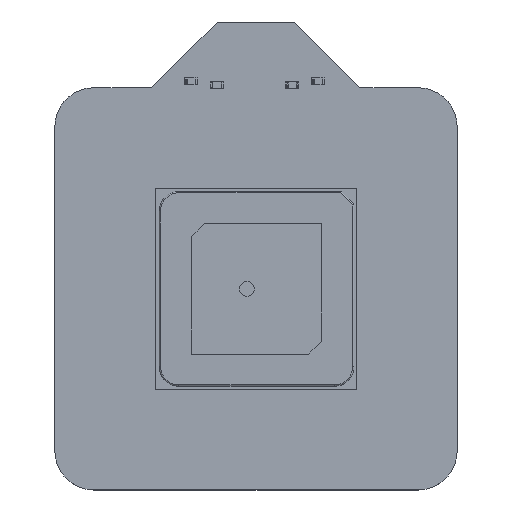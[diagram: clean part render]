
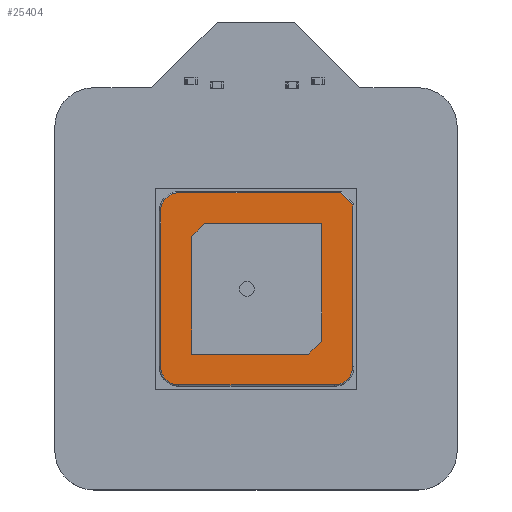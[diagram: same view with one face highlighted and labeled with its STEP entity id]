
A CAD part, top view. The second image highlights one B-rep face of the part: STEP entity #25404.
In plain terms, the highlighted planar face has unit normal (0, 0, 1).
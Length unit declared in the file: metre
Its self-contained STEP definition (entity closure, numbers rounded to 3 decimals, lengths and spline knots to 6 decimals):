
#910=CIRCLE('',#29893,0.0014);
#911=CIRCLE('',#29894,0.0014);
#912=CIRCLE('',#29895,0.0014);
#2394=ORIENTED_EDGE('',*,*,#9521,.F.);
#2395=ORIENTED_EDGE('',*,*,#9537,.F.);
#2396=ORIENTED_EDGE('',*,*,#9538,.F.);
#2397=ORIENTED_EDGE('',*,*,#9539,.F.);
#2398=ORIENTED_EDGE('',*,*,#9540,.F.);
#2399=ORIENTED_EDGE('',*,*,#9541,.F.);
#2400=ORIENTED_EDGE('',*,*,#9542,.F.);
#2401=ORIENTED_EDGE('',*,*,#9543,.F.);
#2402=ORIENTED_EDGE('',*,*,#9531,.F.);
#2403=ORIENTED_EDGE('',*,*,#9530,.F.);
#2404=ORIENTED_EDGE('',*,*,#9527,.F.);
#2405=ORIENTED_EDGE('',*,*,#9525,.F.);
#2406=ORIENTED_EDGE('',*,*,#9524,.F.);
#2407=ORIENTED_EDGE('',*,*,#9533,.F.);
#9521=EDGE_CURVE('',#13147,#13142,#15643,.T.);
#9524=EDGE_CURVE('',#13149,#13148,#15646,.T.);
#9525=EDGE_CURVE('',#13148,#13150,#15647,.T.);
#9527=EDGE_CURVE('',#13150,#13151,#15649,.T.);
#9530=EDGE_CURVE('',#13151,#13152,#15652,.T.);
#9531=EDGE_CURVE('',#13152,#13153,#15653,.T.);
#9533=EDGE_CURVE('',#13153,#13149,#15655,.T.);
#9537=EDGE_CURVE('',#13156,#13147,#15659,.T.);
#9538=EDGE_CURVE('',#13157,#13156,#910,.T.);
#9539=EDGE_CURVE('',#13158,#13157,#15660,.T.);
#9540=EDGE_CURVE('',#13159,#13158,#911,.T.);
#9541=EDGE_CURVE('',#13160,#13159,#15661,.T.);
#9542=EDGE_CURVE('',#13161,#13160,#912,.T.);
#9543=EDGE_CURVE('',#13142,#13161,#15662,.T.);
#13142=VERTEX_POINT('',#39855);
#13147=VERTEX_POINT('',#39870);
#13148=VERTEX_POINT('',#39874);
#13149=VERTEX_POINT('',#39876);
#13150=VERTEX_POINT('',#39880);
#13151=VERTEX_POINT('',#39884);
#13152=VERTEX_POINT('',#39888);
#13153=VERTEX_POINT('',#39892);
#13156=VERTEX_POINT('',#39904);
#13157=VERTEX_POINT('',#39906);
#13158=VERTEX_POINT('',#39908);
#13159=VERTEX_POINT('',#39910);
#13160=VERTEX_POINT('',#39912);
#13161=VERTEX_POINT('',#39914);
#15643=LINE('',#39871,#18775);
#15646=LINE('',#39877,#18778);
#15647=LINE('',#39879,#18779);
#15649=LINE('',#39883,#18781);
#15652=LINE('',#39889,#18784);
#15653=LINE('',#39891,#18785);
#15655=LINE('',#39895,#18787);
#15659=LINE('',#39903,#18791);
#15660=LINE('',#39907,#18792);
#15661=LINE('',#39911,#18793);
#15662=LINE('',#39915,#18794);
#18775=VECTOR('',#32549,1.);
#18778=VECTOR('',#32554,1.);
#18779=VECTOR('',#32557,1.);
#18781=VECTOR('',#32561,1.);
#18784=VECTOR('',#32566,1.);
#18785=VECTOR('',#32569,1.);
#18787=VECTOR('',#32573,1.);
#18791=VECTOR('',#32581,1.);
#18792=VECTOR('',#32584,1.);
#18793=VECTOR('',#32587,1.);
#18794=VECTOR('',#32590,1.);
#21531=EDGE_LOOP('',(#2394,#2395,#2396,#2397,#2398,#2399,#2400,#2401));
#21532=EDGE_LOOP('',(#2402,#2403,#2404,#2405,#2406,#2407));
#22991=FACE_BOUND('',#21531,.T.);
#22992=FACE_BOUND('',#21532,.T.);
#24351=PLANE('',#29892);
#25404=ADVANCED_FACE('',(#22991,#22992),#24351,.F.);
#29892=AXIS2_PLACEMENT_3D('',#39902,#32579,#32580);
#29893=AXIS2_PLACEMENT_3D('',#39905,#32582,#32583);
#29894=AXIS2_PLACEMENT_3D('',#39909,#32585,#32586);
#29895=AXIS2_PLACEMENT_3D('',#39913,#32588,#32589);
#32549=DIRECTION('',(0.707,-0.707,0.));
#32554=DIRECTION('',(-1.,0.,0.));
#32557=DIRECTION('',(-0.707,-0.707,0.));
#32561=DIRECTION('',(0.,-1.,0.));
#32566=DIRECTION('',(1.,0.,0.));
#32569=DIRECTION('',(0.707,0.707,0.));
#32573=DIRECTION('',(0.,1.,0.));
#32579=DIRECTION('',(0.,0.,-1.));
#32580=DIRECTION('',(0.,1.,0.));
#32581=DIRECTION('',(1.,0.,0.));
#32582=DIRECTION('',(0.,0.,-1.));
#32583=DIRECTION('',(-1.,0.,0.));
#32584=DIRECTION('',(0.,1.,0.));
#32585=DIRECTION('',(0.,0.,-1.));
#32586=DIRECTION('',(0.,-1.,0.));
#32587=DIRECTION('',(-1.,0.,0.));
#32588=DIRECTION('',(0.,0.,-1.));
#32589=DIRECTION('',(1.,0.,0.));
#32590=DIRECTION('',(0.,-1.,0.));
#39855=CARTESIAN_POINT('',(0.007448,0.003919,0.006743));
#39870=CARTESIAN_POINT('',(0.006506,0.004861,0.006743));
#39871=CARTESIAN_POINT('',(0.006506,0.004861,0.006743));
#39874=CARTESIAN_POINT('',(-0.003962,0.002497,0.006743));
#39876=CARTESIAN_POINT('',(0.005057,0.002497,0.006743));
#39877=CARTESIAN_POINT('',(0.000048,0.002497,0.006743));
#39879=CARTESIAN_POINT('',(-0.003962,0.002497,0.006743));
#39880=CARTESIAN_POINT('',(-0.004962,0.001497,0.006743));
#39883=CARTESIAN_POINT('',(-0.004962,-0.002539,0.006743));
#39884=CARTESIAN_POINT('',(-0.004962,-0.007576,0.006743));
#39888=CARTESIAN_POINT('',(0.004057,-0.007576,0.006743));
#39889=CARTESIAN_POINT('',(0.000048,-0.007576,0.006743));
#39891=CARTESIAN_POINT('',(0.004057,-0.007576,0.006743));
#39892=CARTESIAN_POINT('',(0.005057,-0.006576,0.006743));
#39895=CARTESIAN_POINT('',(0.005057,-0.002539,0.006743));
#39902=CARTESIAN_POINT('',(0.000048,-0.002539,0.006743));
#39903=CARTESIAN_POINT('',(0.000048,0.004861,0.006743));
#39904=CARTESIAN_POINT('',(-0.005952,0.004861,0.006743));
#39905=CARTESIAN_POINT('',(-0.005952,0.003461,0.006743));
#39906=CARTESIAN_POINT('',(-0.007352,0.003461,0.006743));
#39907=CARTESIAN_POINT('',(-0.007352,-0.002539,0.006743));
#39908=CARTESIAN_POINT('',(-0.007352,-0.008539,0.006743));
#39909=CARTESIAN_POINT('',(-0.005952,-0.008539,0.006743));
#39910=CARTESIAN_POINT('',(-0.005952,-0.009939,0.006743));
#39911=CARTESIAN_POINT('',(0.000048,-0.009939,0.006743));
#39912=CARTESIAN_POINT('',(0.006048,-0.009939,0.006743));
#39913=CARTESIAN_POINT('',(0.006048,-0.008539,0.006743));
#39914=CARTESIAN_POINT('',(0.007448,-0.008539,0.006743));
#39915=CARTESIAN_POINT('',(0.007448,-0.002539,0.006743));
